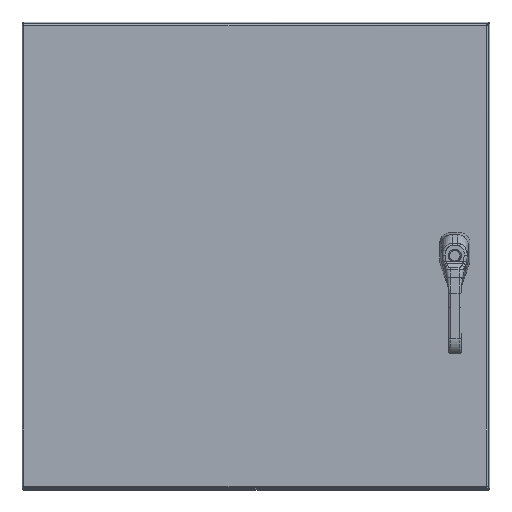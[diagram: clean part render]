
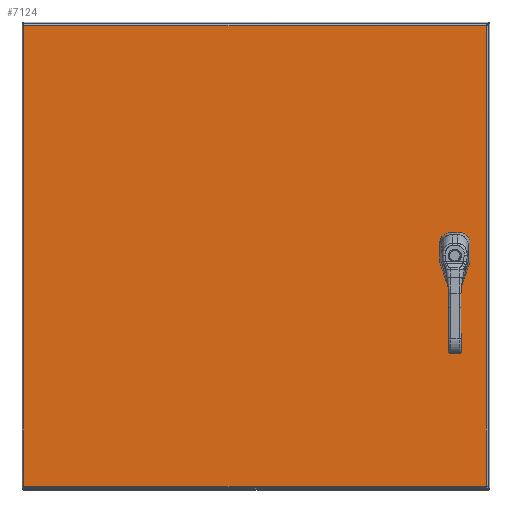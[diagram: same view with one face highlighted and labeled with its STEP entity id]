
A CAD part, top view. The second image highlights one B-rep face of the part: STEP entity #7124.
In plain terms, the highlighted face is planar.
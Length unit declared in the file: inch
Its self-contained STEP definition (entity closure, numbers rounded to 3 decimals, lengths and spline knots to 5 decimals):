
#5447=CARTESIAN_POINT('',(2.33762,15.275,0.0));
#5448=VERTEX_POINT('',#5447);
#5455=CARTESIAN_POINT('',(2.525,15.08762,0.0));
#5456=VERTEX_POINT('',#5455);
#5457=CARTESIAN_POINT('',(2.125,14.875,0.0));
#5458=DIRECTION('',(0.0,0.0,1.0));
#5459=DIRECTION('',(-0.469,-0.883,0.0));
#5460=AXIS2_PLACEMENT_3D('',#5457,#5458,#5459);
#5461=CIRCLE('',#5460,0.453);
#5462=EDGE_CURVE('',#5456,#5448,#5461,.T.);
#5487=CARTESIAN_POINT('',(2.525,14.66238,0.0));
#5488=VERTEX_POINT('',#5487);
#5489=CARTESIAN_POINT('',(2.525,14.66238,0.0));
#5490=DIRECTION('',(0.0,1.0,0.0));
#5491=VECTOR('',#5490,0.42525);
#5492=LINE('',#5489,#5491);
#5493=EDGE_CURVE('',#5488,#5456,#5492,.T.);
#5519=CARTESIAN_POINT('',(2.33762,14.475,0.0));
#5520=VERTEX_POINT('',#5519);
#5521=CARTESIAN_POINT('',(2.125,14.875,0.0));
#5522=DIRECTION('',(0.0,0.0,1.0));
#5523=DIRECTION('',(-0.883,0.469,0.0));
#5524=AXIS2_PLACEMENT_3D('',#5521,#5522,#5523);
#5525=CIRCLE('',#5524,0.453);
#5526=EDGE_CURVE('',#5520,#5488,#5525,.T.);
#5551=CARTESIAN_POINT('',(1.91238,14.475,0.0));
#5552=VERTEX_POINT('',#5551);
#5553=CARTESIAN_POINT('',(1.91238,14.475,0.0));
#5554=DIRECTION('',(1.0,0.0,0.0));
#5555=VECTOR('',#5554,0.42525);
#5556=LINE('',#5553,#5555);
#5557=EDGE_CURVE('',#5552,#5520,#5556,.T.);
#5583=CARTESIAN_POINT('',(1.725,14.66238,0.0));
#5584=VERTEX_POINT('',#5583);
#5585=CARTESIAN_POINT('',(2.125,14.875,0.0));
#5586=DIRECTION('',(0.0,0.0,1.0));
#5587=DIRECTION('',(0.469,0.883,0.0));
#5588=AXIS2_PLACEMENT_3D('',#5585,#5586,#5587);
#5589=CIRCLE('',#5588,0.453);
#5590=EDGE_CURVE('',#5584,#5552,#5589,.T.);
#5615=CARTESIAN_POINT('',(1.725,15.08762,0.0));
#5616=VERTEX_POINT('',#5615);
#5617=CARTESIAN_POINT('',(1.725,15.08762,0.0));
#5618=DIRECTION('',(0.0,-1.0,0.0));
#5619=VECTOR('',#5618,0.42525);
#5620=LINE('',#5617,#5619);
#5621=EDGE_CURVE('',#5616,#5584,#5620,.T.);
#5647=CARTESIAN_POINT('',(1.91238,15.275,0.0));
#5648=VERTEX_POINT('',#5647);
#5649=CARTESIAN_POINT('',(2.125,14.875,0.0));
#5650=DIRECTION('',(0.0,0.0,1.0));
#5651=DIRECTION('',(0.883,-0.469,0.0));
#5652=AXIS2_PLACEMENT_3D('',#5649,#5650,#5651);
#5653=CIRCLE('',#5652,0.453);
#5654=EDGE_CURVE('',#5648,#5616,#5653,.T.);
#5677=CARTESIAN_POINT('',(2.33762,15.275,0.0));
#5678=DIRECTION('',(-1.0,0.0,0.0));
#5679=VECTOR('',#5678,0.42525);
#5680=LINE('',#5677,#5679);
#5681=EDGE_CURVE('',#5448,#5648,#5680,.T.);
#6132=CARTESIAN_POINT('',(29.76975,0.10525,0.));
#6133=VERTEX_POINT('',#6132);
#6144=CARTESIAN_POINT('',(29.76975,29.64475,0.));
#6145=VERTEX_POINT('',#6144);
#6146=CARTESIAN_POINT('',(29.76975,29.64475,0.0));
#6147=DIRECTION('',(0.0,-1.0,0.0));
#6148=VECTOR('',#6147,29.5395);
#6149=LINE('',#6146,#6148);
#6150=EDGE_CURVE('',#6145,#6133,#6149,.T.);
#6302=CARTESIAN_POINT('',(0.10525,0.10525,0.));
#6303=VERTEX_POINT('',#6302);
#6314=CARTESIAN_POINT('',(29.76975,0.10525,0.0));
#6315=DIRECTION('',(-1.0,0.0,0.0));
#6316=VECTOR('',#6315,29.6645);
#6317=LINE('',#6314,#6316);
#6318=EDGE_CURVE('',#6133,#6303,#6317,.T.);
#6579=CARTESIAN_POINT('',(0.10525,29.64475,0.));
#6580=VERTEX_POINT('',#6579);
#6591=CARTESIAN_POINT('',(0.10525,0.10525,0.0));
#6592=DIRECTION('',(0.0,1.0,0.0));
#6593=VECTOR('',#6592,29.5395);
#6594=LINE('',#6591,#6593);
#6595=EDGE_CURVE('',#6303,#6580,#6594,.T.);
#6860=CARTESIAN_POINT('',(0.10525,29.64475,0.0));
#6861=DIRECTION('',(1.0,0.0,0.0));
#6862=VECTOR('',#6861,29.6645);
#6863=LINE('',#6860,#6862);
#6864=EDGE_CURVE('',#6580,#6145,#6863,.T.);
#7103=CARTESIAN_POINT('',(14.9375,14.875,0.0));
#7104=DIRECTION('',(0.0,0.0,1.0));
#7105=DIRECTION('',(1.0,0.0,0.0));
#7106=AXIS2_PLACEMENT_3D('',#7103,#7104,#7105);
#7107=PLANE('',#7106);
#7108=ORIENTED_EDGE('',*,*,#6150,.T.);
#7109=ORIENTED_EDGE('',*,*,#6318,.T.);
#7110=ORIENTED_EDGE('',*,*,#6595,.T.);
#7111=ORIENTED_EDGE('',*,*,#6864,.T.);
#7112=EDGE_LOOP('',(#7108,#7109,#7110,#7111));
#7113=FACE_OUTER_BOUND('',#7112,.T.);
#7114=ORIENTED_EDGE('',*,*,#5462,.T.);
#7115=ORIENTED_EDGE('',*,*,#5681,.T.);
#7116=ORIENTED_EDGE('',*,*,#5654,.T.);
#7117=ORIENTED_EDGE('',*,*,#5621,.T.);
#7118=ORIENTED_EDGE('',*,*,#5590,.T.);
#7119=ORIENTED_EDGE('',*,*,#5557,.T.);
#7120=ORIENTED_EDGE('',*,*,#5526,.T.);
#7121=ORIENTED_EDGE('',*,*,#5493,.T.);
#7122=EDGE_LOOP('',(#7114,#7115,#7116,#7117,#7118,#7119,#7120,#7121));
#7123=FACE_BOUND('',#7122,.T.);
#7124=ADVANCED_FACE('',(#7113,#7123),#7107,.F.);
